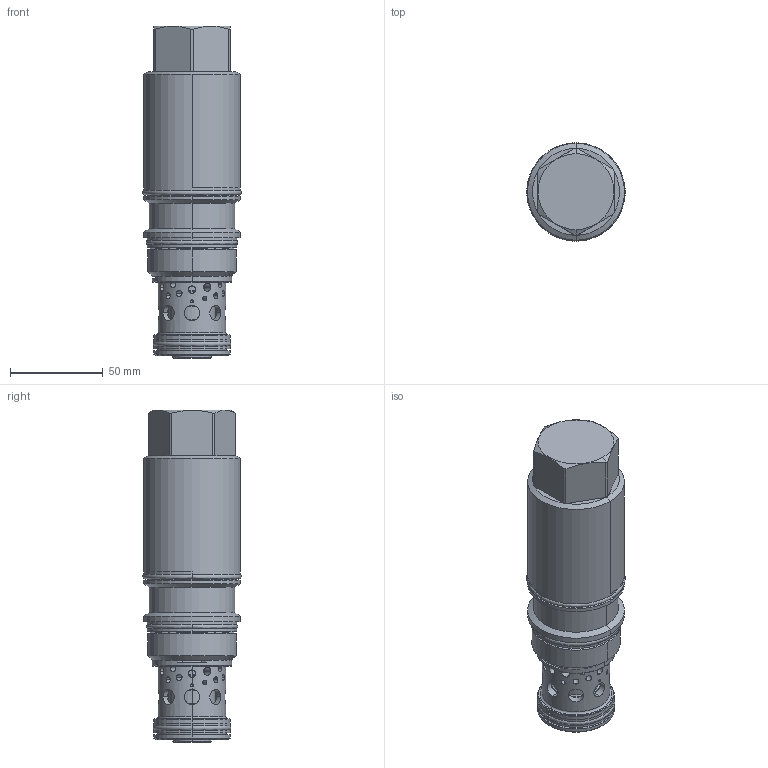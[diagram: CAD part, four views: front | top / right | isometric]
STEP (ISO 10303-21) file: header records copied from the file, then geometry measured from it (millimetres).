
FILE_DESCRIPTION((''),'2;1');
FILE_NAME('MBIGX-LN_PRT','2010-04-14T',('Administrator'),(''),'PRO/ENGINEER BY PARAMETRIC TECHNOLOGY CORPORATION, 2006240','PRO/ENGINEER BY PARAMETRIC TECHNOLOGY CORPORATION, 2006240','');
FILE_SCHEMA(('CONFIG_CONTROL_DESIGN'));
Length unit declared in the file: inch
Products named in the file (1): MBIGX-LN_PRT
Bounding box: 53.06 x 53.05 x 179.09 mm (x, y, z)
Volume: 267156.1 mm3; surface area: 66587.6 mm2
Topology: 6 solids, 6 shells, 448 faces, 1067 edges, 642 vertices
Faces by surface type: cylinder 224, cone 92, plane 69, torus 51, revolution 12
Entity records: 16247 total; most frequent: CARTESIAN_POINT 5783, DIRECTION 2208, ORIENTED_EDGE 2126, EDGE_CURVE 1063, AXIS2_PLACEMENT_3D 926, VERTEX_POINT 642, EDGE_LOOP 557, CIRCLE 490
